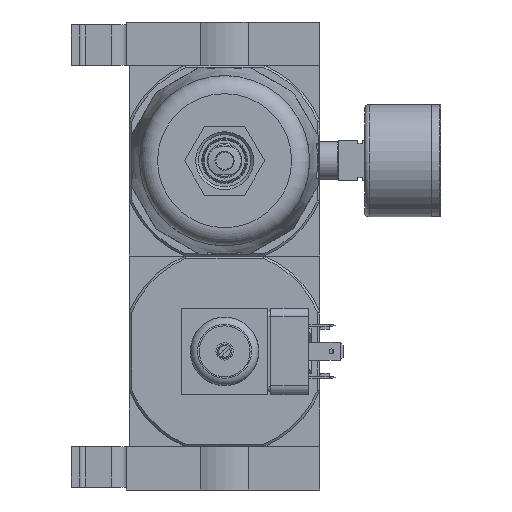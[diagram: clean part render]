
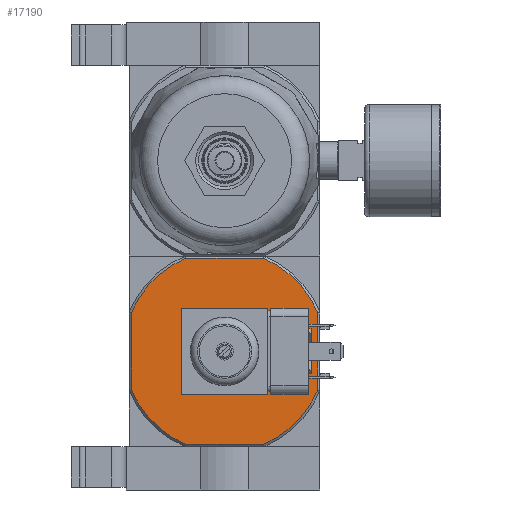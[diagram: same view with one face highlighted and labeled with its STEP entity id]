
A CAD part, front view. The second image highlights one B-rep face of the part: STEP entity #17190.
In plain terms, the highlighted planar face has unit normal (0, -1, 0).
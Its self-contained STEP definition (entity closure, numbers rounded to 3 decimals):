
#1544=CIRCLE('',#23986,6.579);
#1545=CIRCLE('',#23987,34.9);
#1546=CIRCLE('',#23988,34.9);
#1547=CIRCLE('',#23989,34.9);
#1548=CIRCLE('',#23990,34.9);
#4716=ORIENTED_EDGE('',*,*,#8080,.F.);
#4717=ORIENTED_EDGE('',*,*,#8081,.T.);
#4718=ORIENTED_EDGE('',*,*,#8082,.F.);
#4719=ORIENTED_EDGE('',*,*,#8076,.T.);
#4720=ORIENTED_EDGE('',*,*,#8083,.F.);
#4721=ORIENTED_EDGE('',*,*,#8084,.F.);
#4722=ORIENTED_EDGE('',*,*,#8085,.F.);
#4723=ORIENTED_EDGE('',*,*,#8086,.F.);
#4724=ORIENTED_EDGE('',*,*,#8087,.F.);
#8076=EDGE_CURVE('',#10040,#10041,#11287,.T.);
#8080=EDGE_CURVE('',#10044,#10044,#1544,.T.);
#8081=EDGE_CURVE('',#10045,#10046,#11289,.T.);
#8082=EDGE_CURVE('',#10040,#10046,#1545,.T.);
#8083=EDGE_CURVE('',#10047,#10041,#1546,.T.);
#8084=EDGE_CURVE('',#10048,#10047,#11290,.T.);
#8085=EDGE_CURVE('',#10049,#10048,#1547,.T.);
#8086=EDGE_CURVE('',#10050,#10049,#11291,.T.);
#8087=EDGE_CURVE('',#10045,#10050,#1548,.T.);
#10040=VERTEX_POINT('',#34056);
#10041=VERTEX_POINT('',#34057);
#10044=VERTEX_POINT('',#34071);
#10045=VERTEX_POINT('',#34073);
#10046=VERTEX_POINT('',#34074);
#10047=VERTEX_POINT('',#34077);
#10048=VERTEX_POINT('',#34079);
#10049=VERTEX_POINT('',#34081);
#10050=VERTEX_POINT('',#34083);
#11287=LINE('',#34055,#12516);
#11289=LINE('',#34072,#12518);
#11290=LINE('',#34078,#12519);
#11291=LINE('',#34082,#12520);
#12516=VECTOR('',#27767,1000.);
#12518=VECTOR('',#27773,1000.);
#12519=VECTOR('',#27778,1000.);
#12520=VECTOR('',#27781,1000.);
#13969=EDGE_LOOP('',(#4716));
#13970=EDGE_LOOP('',(#4717,#4718,#4719,#4720,#4721,#4722,#4723,#4724));
#15401=FACE_BOUND('',#13969,.T.);
#15402=FACE_BOUND('',#13970,.T.);
#16288=PLANE('',#23985);
#17190=ADVANCED_FACE('',(#15401,#15402),#16288,.F.);
#23985=AXIS2_PLACEMENT_3D('',#34069,#27769,#27770);
#23986=AXIS2_PLACEMENT_3D('',#34070,#27771,#27772);
#23987=AXIS2_PLACEMENT_3D('',#34075,#27774,#27775);
#23988=AXIS2_PLACEMENT_3D('',#34076,#27776,#27777);
#23989=AXIS2_PLACEMENT_3D('',#34080,#27779,#27780);
#23990=AXIS2_PLACEMENT_3D('',#34084,#27782,#27783);
#27767=DIRECTION('',(0.,0.,-1.));
#27769=DIRECTION('',(0.,1.,0.));
#27770=DIRECTION('',(0.,0.,1.));
#27771=DIRECTION('',(0.,-1.,0.));
#27772=DIRECTION('',(0.,0.,-1.));
#27773=DIRECTION('',(-1.,0.,0.));
#27774=DIRECTION('',(0.,1.,0.));
#27775=DIRECTION('',(-1.,0.,0.));
#27776=DIRECTION('',(0.,1.,0.));
#27777=DIRECTION('',(-1.,0.,0.));
#27778=DIRECTION('',(-1.,0.,0.));
#27779=DIRECTION('',(0.,1.,0.));
#27780=DIRECTION('',(-1.,0.,0.));
#27781=DIRECTION('',(0.,0.,-1.));
#27782=DIRECTION('',(0.,1.,0.));
#27783=DIRECTION('',(-1.,0.,0.));
#34055=CARTESIAN_POINT('',(-32.2,-33.,33.));
#34056=CARTESIAN_POINT('',(-32.2,-33.,13.46));
#34057=CARTESIAN_POINT('',(-32.2,-33.,-13.46));
#34069=CARTESIAN_POINT('',(-32.2,-33.,33.));
#34070=CARTESIAN_POINT('',(0.,-33.,0.));
#34071=CARTESIAN_POINT('',(0.,-33.,-6.579));
#34072=CARTESIAN_POINT('',(33.,-33.,32.2));
#34073=CARTESIAN_POINT('',(13.46,-33.,32.2));
#34074=CARTESIAN_POINT('',(-13.46,-33.,32.2));
#34075=CARTESIAN_POINT('',(0.,-33.,0.));
#34076=CARTESIAN_POINT('',(0.,-33.,0.));
#34077=CARTESIAN_POINT('',(-13.46,-33.,-32.2));
#34078=CARTESIAN_POINT('',(33.,-33.,-32.2));
#34079=CARTESIAN_POINT('',(13.46,-33.,-32.2));
#34080=CARTESIAN_POINT('',(0.,-33.,0.));
#34081=CARTESIAN_POINT('',(32.2,-33.,-13.46));
#34082=CARTESIAN_POINT('',(32.2,-33.,33.));
#34083=CARTESIAN_POINT('',(32.2,-33.,13.46));
#34084=CARTESIAN_POINT('',(0.,-33.,0.));
